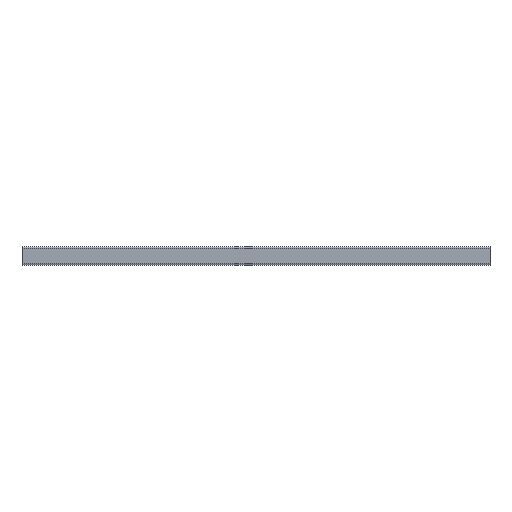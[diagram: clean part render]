
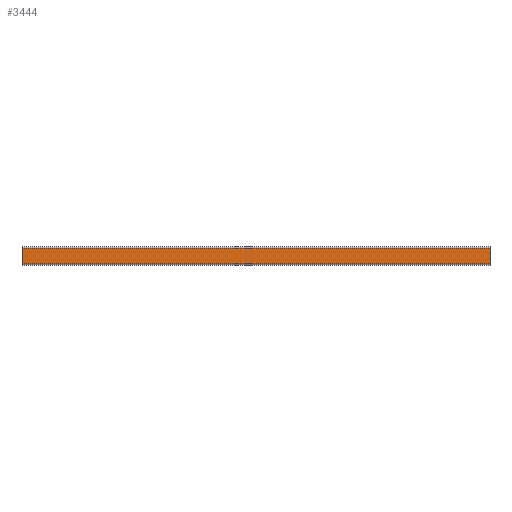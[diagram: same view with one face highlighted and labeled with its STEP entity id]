
A CAD part, top view. The second image highlights one B-rep face of the part: STEP entity #3444.
In plain terms, the highlighted planar face has unit normal (0, 0, 1).
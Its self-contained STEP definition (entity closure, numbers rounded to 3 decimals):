
#29 = EDGE_LOOP ( 'NONE', ( #386, #397, #396, #392 ) ) ;
#386 = ORIENTED_EDGE ( 'NONE', *, *, #3897, .F. ) ;
#392 = ORIENTED_EDGE ( 'NONE', *, *, #3937, .F. ) ;
#396 = ORIENTED_EDGE ( 'NONE', *, *, #4027, .F. ) ;
#397 = ORIENTED_EDGE ( 'NONE', *, *, #3884, .T. ) ;
#1003 = FACE_OUTER_BOUND ( 'NONE', #29, .T. ) ;
#1273 = VECTOR ( 'NONE', #2861, 1000. ) ;
#1296 = LINE ( 'NONE', #2845, #1273 ) ;
#1314 = LINE ( 'NONE', #2886, #1320 ) ;
#1320 = VECTOR ( 'NONE', #2889, 1000. ) ;
#1379 = VECTOR ( 'NONE', #2976, 1000. ) ;
#1381 = LINE ( 'NONE', #2975, #1379 ) ;
#1676 = VECTOR ( 'NONE', #3170, 1000. ) ;
#1696 = LINE ( 'NONE', #3169, #1676 ) ;
#1848 = VERTEX_POINT ( 'NONE', #2080 ) ;
#1863 = VERTEX_POINT ( 'NONE', #2099 ) ;
#1913 = VERTEX_POINT ( 'NONE', #2149 ) ;
#1937 = VERTEX_POINT ( 'NONE', #2173 ) ;
#2080 = CARTESIAN_POINT ( 'NONE',  ( 0., 17., 20. ) ) ;
#2099 = CARTESIAN_POINT ( 'NONE',  ( -1000., -17., 20. ) ) ;
#2149 = CARTESIAN_POINT ( 'NONE',  ( -1000., 17., 20. ) ) ;
#2173 = CARTESIAN_POINT ( 'NONE',  ( 0., -17., 20. ) ) ;
#2845 = CARTESIAN_POINT ( 'NONE',  ( -1056.569, -17., 20. ) ) ;
#2861 = DIRECTION ( 'NONE',  ( 1., 0., 0. ) ) ;
#2886 = CARTESIAN_POINT ( 'NONE',  ( -1000., 17., 20. ) ) ;
#2889 = DIRECTION ( 'NONE',  ( 0., 1., 0. ) ) ;
#2975 = CARTESIAN_POINT ( 'NONE',  ( -1056.569, 17., 20. ) ) ;
#2976 = DIRECTION ( 'NONE',  ( 1., 0., 0. ) ) ;
#3169 = CARTESIAN_POINT ( 'NONE',  ( 0., 17., 20. ) ) ;
#3170 = DIRECTION ( 'NONE',  ( 0., -1., 0. ) ) ;
#3444 = ADVANCED_FACE ( 'NONE', ( #1003 ), #3839, .T. ) ;
#3779 = AXIS2_PLACEMENT_3D ( 'NONE', #3804, #3806, #3828 ) ;
#3804 = CARTESIAN_POINT ( 'NONE',  ( -1056.569, 17., 20. ) ) ;
#3806 = DIRECTION ( 'NONE',  ( 0., 0., 1. ) ) ;
#3828 = DIRECTION ( 'NONE',  ( 1., 0., 0. ) ) ;
#3839 = PLANE ( 'NONE',  #3779 ) ;
#3884 = EDGE_CURVE ( 'NONE', #1863, #1937, #1296, .T. ) ;
#3897 = EDGE_CURVE ( 'NONE', #1863, #1913, #1314, .T. ) ;
#3937 = EDGE_CURVE ( 'NONE', #1913, #1848, #1381, .T. ) ;
#4027 = EDGE_CURVE ( 'NONE', #1848, #1937, #1696, .T. ) ;
